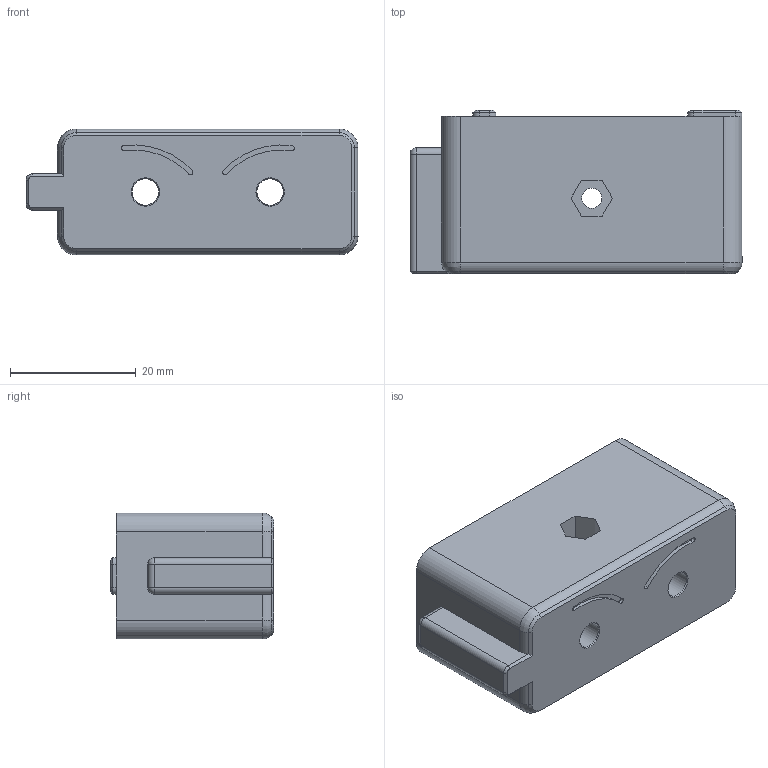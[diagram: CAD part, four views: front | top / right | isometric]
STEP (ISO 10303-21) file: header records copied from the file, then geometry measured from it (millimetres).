
FILE_DESCRIPTION(/* description */ (''),/* implementation_level */ '2;1');
FILE_NAME(/* name */ 'z_tensioner_bracket_M4_a_x2.step',/* time_stamp */ '2023-07-01T15:05:23-04:00',/* author */ (''),/* organization */ (''),/* preprocessor_version */ 'ST-DEVELOPER v19.2',/* originating_system */ 'Autodesk Translation Framework v12.6.0.85',/* authorisation */ '');
FILE_SCHEMA (('AUTOMOTIVE_DESIGN { 1 0 10303 214 3 1 1 }'));
Length unit declared in the file: millimetre
Products named in the file (1): z_tensioner_bracket_M4_a_x2
Bounding box: 52.7 x 26 x 20 mm (x, y, z)
Volume: 16714.9 mm3; surface area: 6184.9 mm2
Topology: 1 solids, 1 shells, 137 faces, 340 edges, 202 vertices
Faces by surface type: plane 51, cylinder 50, cone 16, torus 8, bspline 8, sphere 4
Full cylindrical faces by diameter (mm): 3.2 x1, 4.2 x2
Entity records: 4404 total; most frequent: CARTESIAN_POINT 1096, DIRECTION 708, ORIENTED_EDGE 672, EDGE_CURVE 336, AXIS2_PLACEMENT_3D 256, VERTEX_POINT 202, LINE 196, VECTOR 196
